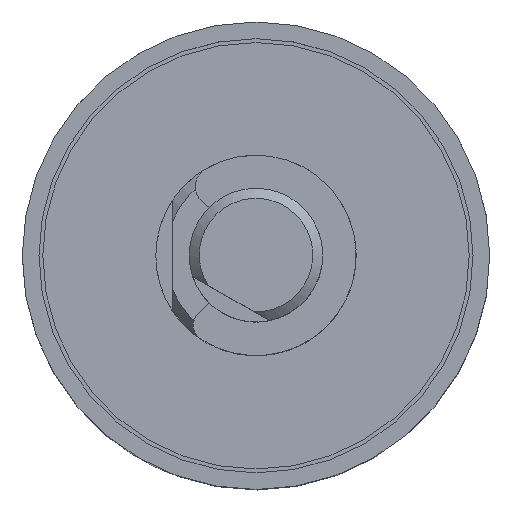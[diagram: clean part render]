
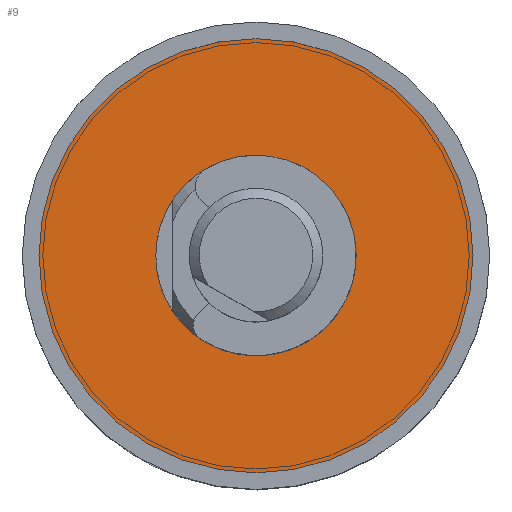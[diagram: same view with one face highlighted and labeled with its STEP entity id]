
A CAD part, top view. The second image highlights one B-rep face of the part: STEP entity #9.
In plain terms, the highlighted planar face has unit normal (0, 0, 1).
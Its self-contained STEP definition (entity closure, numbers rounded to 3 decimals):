
#9 = ADVANCED_FACE ( 'NONE', ( #1946, #1235 ), #5103, .T. ) ;
#323 = EDGE_LOOP ( 'NONE', ( #5898 ) ) ;
#648 = DIRECTION ( 'NONE',  ( 1., 0., 0. ) ) ;
#1066 = VERTEX_POINT ( 'NONE', #3195 ) ;
#1235 = FACE_OUTER_BOUND ( 'NONE', #7600, .T. ) ;
#1420 = DIRECTION ( 'NONE',  ( -1., 0., 0. ) ) ;
#1678 = AXIS2_PLACEMENT_3D ( 'NONE', #5217, #4505, #1420 ) ;
#1946 = FACE_BOUND ( 'NONE', #323, .T. ) ;
#2310 = EDGE_CURVE ( 'NONE', #1066, #1066, #5122, .T. ) ;
#3195 = CARTESIAN_POINT ( 'NONE',  ( -3., 0., 0.5 ) ) ;
#3653 = ORIENTED_EDGE ( 'NONE', *, *, #8041, .T. ) ;
#3917 = AXIS2_PLACEMENT_3D ( 'NONE', #6188, #4800, #5488 ) ;
#4477 = DIRECTION ( 'NONE',  ( 0., 0., 1. ) ) ;
#4505 = DIRECTION ( 'NONE',  ( 0., 0., -1. ) ) ;
#4668 = VERTEX_POINT ( 'NONE', #5705 ) ;
#4800 = DIRECTION ( 'NONE',  ( 0., 0., 1. ) ) ;
#5098 = CIRCLE ( 'NONE', #3917, 6.5 ) ;
#5103 = PLANE ( 'NONE',  #7552 ) ;
#5122 = CIRCLE ( 'NONE', #1678, 3. ) ;
#5164 = CARTESIAN_POINT ( 'NONE',  ( 3., 0., 0.5 ) ) ;
#5217 = CARTESIAN_POINT ( 'NONE',  ( 0., 0., 0.5 ) ) ;
#5488 = DIRECTION ( 'NONE',  ( 1., 0., 0. ) ) ;
#5705 = CARTESIAN_POINT ( 'NONE',  ( 6.5, 0., 0.5 ) ) ;
#5898 = ORIENTED_EDGE ( 'NONE', *, *, #2310, .T. ) ;
#6188 = CARTESIAN_POINT ( 'NONE',  ( 0., 0., 0.5 ) ) ;
#7552 = AXIS2_PLACEMENT_3D ( 'NONE', #5164, #4477, #648 ) ;
#7600 = EDGE_LOOP ( 'NONE', ( #3653 ) ) ;
#8041 = EDGE_CURVE ( 'NONE', #4668, #4668, #5098, .T. ) ;
